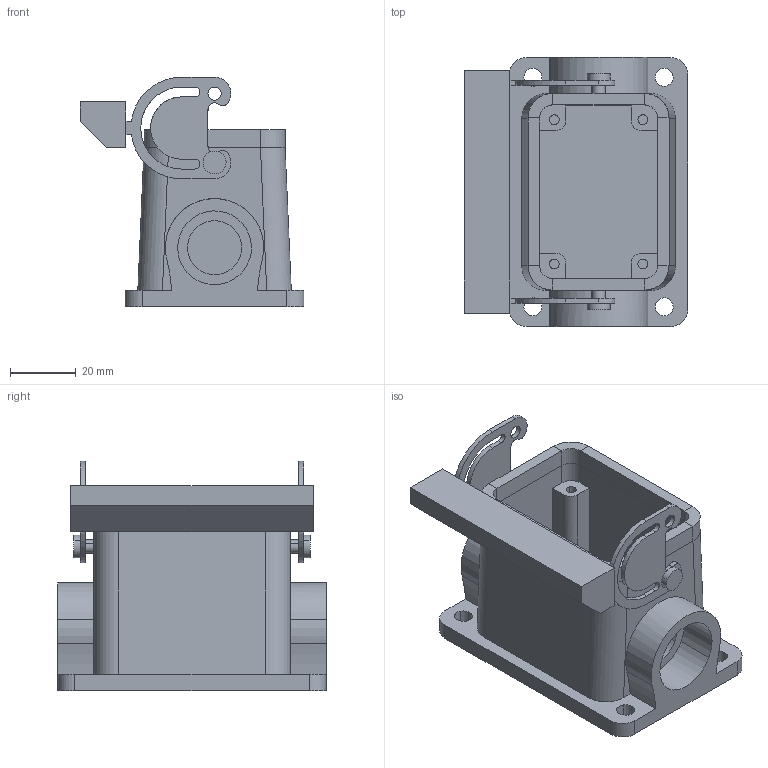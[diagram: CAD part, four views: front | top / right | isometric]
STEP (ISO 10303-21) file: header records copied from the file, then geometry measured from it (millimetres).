
FILE_DESCRIPTION(('CATIA V5 STEP Exchange','CAx-IF Rec.Pracs.--- Model Styling and Organization---1.4--- 2014-01-23'),'2;1');
FILE_NAME ('13338548_3', '2019-07-25T14:10:44+00:00', ('none'), ('Weidmueller'), 'CATIA Version 5-6 Release 2016 SP3 HF44', 'CATIA V5 STEP AP214', 'none');
FILE_SCHEMA(('AUTOMOTIVE_DESIGN { 1 0 10303 214 1 1 1 1 }'));
Length unit declared in the file: millimetre
Products named in the file (1): 1652750000
Bounding box: 68.25 x 82 x 70 mm (x, y, z)
Volume: 88913.1 mm3; surface area: 39276.4 mm2
Topology: 2 solids, 2 shells, 190 faces, 501 edges, 324 vertices
Faces by surface type: plane 96, cylinder 94
Entity records: 5861 total; most frequent: CARTESIAN_POINT 1372, ORIENTED_EDGE 1002, DIRECTION 729, EDGE_CURVE 501, VERTEX_POINT 324, VECTOR 301, LINE 301, AXIS2_PLACEMENT_3D 299
